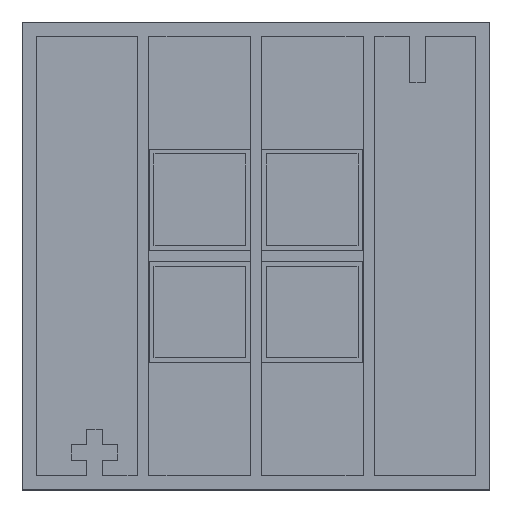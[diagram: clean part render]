
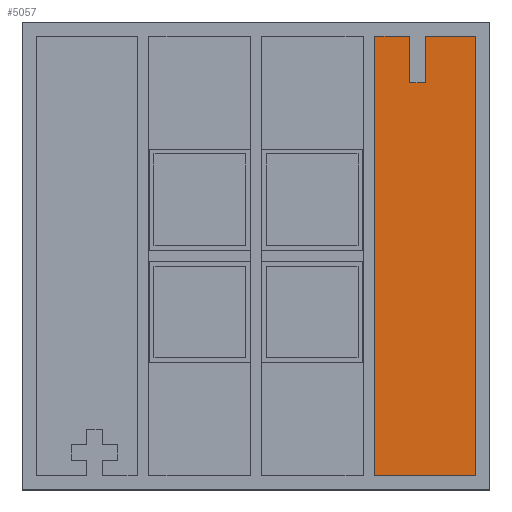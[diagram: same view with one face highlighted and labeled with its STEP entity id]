
A CAD part, top view. The second image highlights one B-rep face of the part: STEP entity #5057.
In plain terms, the highlighted planar face has unit normal (0, 0, 1).
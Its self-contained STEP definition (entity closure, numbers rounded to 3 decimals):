
#24 = VERTEX_POINT ( 'NONE', #272 ) ;
#148 = ORIENTED_EDGE ( 'NONE', *, *, #5644, .T. ) ;
#195 = VECTOR ( 'NONE', #3275, 1000. ) ;
#246 = CARTESIAN_POINT ( 'NONE',  ( 1.269, 0., 0.665 ) ) ;
#272 = CARTESIAN_POINT ( 'NONE',  ( 2.35, -2.35, 0.665 ) ) ;
#292 = VERTEX_POINT ( 'NONE', #4392 ) ;
#295 = VECTOR ( 'NONE', #5695, 1000. ) ;
#343 = ORIENTED_EDGE ( 'NONE', *, *, #3852, .F. ) ;
#371 = LINE ( 'NONE', #2683, #1633 ) ;
#425 = LINE ( 'NONE', #2658, #4640 ) ;
#489 = VECTOR ( 'NONE', #896, 1000. ) ;
#507 = FACE_OUTER_BOUND ( 'NONE', #1702, .T. ) ;
#525 = EDGE_CURVE ( 'NONE', #1336, #4668, #3163, .T. ) ;
#712 = CARTESIAN_POINT ( 'NONE',  ( 2.35, 2.35, 0.665 ) ) ;
#761 = CARTESIAN_POINT ( 'NONE',  ( 0., 2.35, 0.665 ) ) ;
#813 = VERTEX_POINT ( 'NONE', #712 ) ;
#862 = CARTESIAN_POINT ( 'NONE',  ( 1.643, 0., 0.665 ) ) ;
#869 = DIRECTION ( 'NONE',  ( 0., 0., 1. ) ) ;
#896 = DIRECTION ( 'NONE',  ( 0., -1., 0. ) ) ;
#1031 = EDGE_CURVE ( 'NONE', #292, #1336, #3031, .T. ) ;
#1336 = VERTEX_POINT ( 'NONE', #5706 ) ;
#1633 = VECTOR ( 'NONE', #4429, 1000. ) ;
#1635 = EDGE_CURVE ( 'NONE', #3152, #4668, #2588, .T. ) ;
#1702 = EDGE_LOOP ( 'NONE', ( #3593, #5514, #2622, #3800, #2863, #343, #148, #3158 ) ) ;
#2112 = VECTOR ( 'NONE', #2262, 1000. ) ;
#2139 = LINE ( 'NONE', #3159, #2112 ) ;
#2259 = EDGE_CURVE ( 'NONE', #4859, #24, #425, .T. ) ;
#2262 = DIRECTION ( 'NONE',  ( 1., 0., 0. ) ) ;
#2326 = PLANE ( 'NONE',  #2939 ) ;
#2577 = CARTESIAN_POINT ( 'NONE',  ( 0., 0., 0.665 ) ) ;
#2588 = LINE ( 'NONE', #3936, #295 ) ;
#2589 = VECTOR ( 'NONE', #2912, 1000. ) ;
#2622 = ORIENTED_EDGE ( 'NONE', *, *, #4353, .T. ) ;
#2658 = CARTESIAN_POINT ( 'NONE',  ( 0., -2.35, 0.665 ) ) ;
#2683 = CARTESIAN_POINT ( 'NONE',  ( 2.35, 0., 0.665 ) ) ;
#2795 = CARTESIAN_POINT ( 'NONE',  ( 1.809, 1.85, 0.665 ) ) ;
#2863 = ORIENTED_EDGE ( 'NONE', *, *, #3787, .F. ) ;
#2892 = CARTESIAN_POINT ( 'NONE',  ( 1.269, -2.35, 0.665 ) ) ;
#2912 = DIRECTION ( 'NONE',  ( 0., -1., 0. ) ) ;
#2918 = LINE ( 'NONE', #5130, #195 ) ;
#2939 = AXIS2_PLACEMENT_3D ( 'NONE', #2577, #869, #4880 ) ;
#2946 = LINE ( 'NONE', #246, #2589 ) ;
#3031 = LINE ( 'NONE', #761, #3114 ) ;
#3114 = VECTOR ( 'NONE', #4360, 1000. ) ;
#3152 = VERTEX_POINT ( 'NONE', #2795 ) ;
#3158 = ORIENTED_EDGE ( 'NONE', *, *, #1635, .T. ) ;
#3159 = CARTESIAN_POINT ( 'NONE',  ( 0., 2.35, 0.665 ) ) ;
#3162 = VERTEX_POINT ( 'NONE', #5358 ) ;
#3163 = LINE ( 'NONE', #862, #489 ) ;
#3275 = DIRECTION ( 'NONE',  ( 0., -1., 0. ) ) ;
#3593 = ORIENTED_EDGE ( 'NONE', *, *, #525, .F. ) ;
#3603 = DIRECTION ( 'NONE',  ( 1., 0., 0. ) ) ;
#3787 = EDGE_CURVE ( 'NONE', #813, #24, #371, .T. ) ;
#3800 = ORIENTED_EDGE ( 'NONE', *, *, #2259, .T. ) ;
#3852 = EDGE_CURVE ( 'NONE', #3162, #813, #2139, .T. ) ;
#3936 = CARTESIAN_POINT ( 'NONE',  ( 0., 1.85, 0.665 ) ) ;
#4353 = EDGE_CURVE ( 'NONE', #292, #4859, #2946, .T. ) ;
#4360 = DIRECTION ( 'NONE',  ( 1., 0., 0. ) ) ;
#4392 = CARTESIAN_POINT ( 'NONE',  ( 1.269, 2.35, 0.665 ) ) ;
#4429 = DIRECTION ( 'NONE',  ( 0., -1., 0. ) ) ;
#4640 = VECTOR ( 'NONE', #3603, 1000. ) ;
#4668 = VERTEX_POINT ( 'NONE', #5372 ) ;
#4859 = VERTEX_POINT ( 'NONE', #2892 ) ;
#4880 = DIRECTION ( 'NONE',  ( 1., 0., 0. ) ) ;
#5057 = ADVANCED_FACE ( 'NONE', ( #507 ), #2326, .T. ) ;
#5130 = CARTESIAN_POINT ( 'NONE',  ( 1.809, 0., 0.665 ) ) ;
#5358 = CARTESIAN_POINT ( 'NONE',  ( 1.809, 2.35, 0.665 ) ) ;
#5372 = CARTESIAN_POINT ( 'NONE',  ( 1.643, 1.85, 0.665 ) ) ;
#5514 = ORIENTED_EDGE ( 'NONE', *, *, #1031, .F. ) ;
#5644 = EDGE_CURVE ( 'NONE', #3162, #3152, #2918, .T. ) ;
#5695 = DIRECTION ( 'NONE',  ( -1., 0., 0. ) ) ;
#5706 = CARTESIAN_POINT ( 'NONE',  ( 1.643, 2.35, 0.665 ) ) ;
